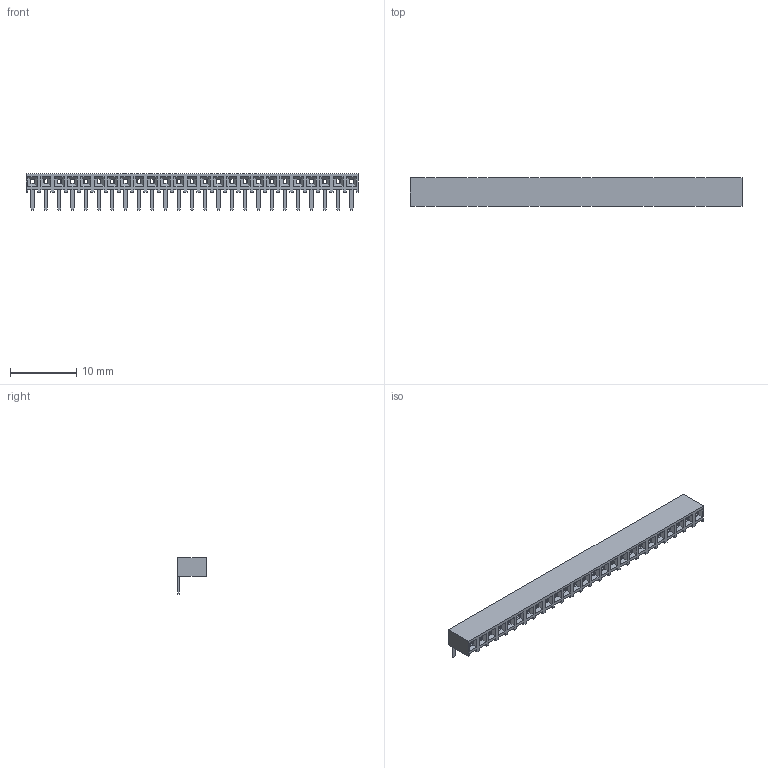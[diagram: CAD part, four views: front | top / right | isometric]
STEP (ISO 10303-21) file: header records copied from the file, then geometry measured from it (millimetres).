
FILE_DESCRIPTION(('STEP AP214'), '1');
FILE_NAME('PBS2-R', '', ('UNSPECIFIED'), ('UNSPECIFIED'), 'ASCON STEP Converter 1.6', 'ASCON Math Kernel', '');
FILE_SCHEMA(('AUTOMOTIVE_DESIGN { 1 0 10303 214 3 1 1}'));
Length unit declared in the file: millimetre
Bounding box: 50 x 4.3 x 5.5 mm (x, y, z)
Volume: 370.3 mm3; surface area: 2073.7 mm2
Topology: 26 solids, 26 shells, 1806 faces, 4962 edges, 3208 vertices
Faces by surface type: plane 1456, cylinder 350
Entity records: 71144 total; most frequent: CARTESIAN_POINT 9977, ORIENTED_EDGE 9924, DIRECTION 9276, EDGE_CURVE 4962, LINE 4262, VECTOR 4262, VERTEX_POINT 3208, AXIS2_PLACEMENT_3D 2507
